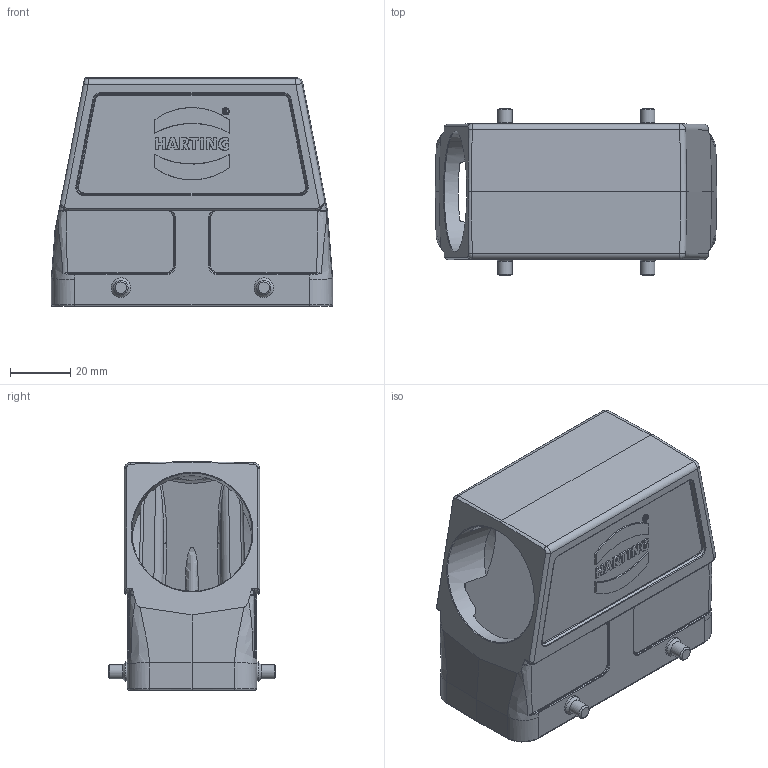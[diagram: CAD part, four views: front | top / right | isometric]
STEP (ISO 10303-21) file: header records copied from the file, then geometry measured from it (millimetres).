
FILE_DESCRIPTION(/* description */ (''),/* implementation_level */ '2;1');
FILE_NAME(/* name */ '100095261ugm000_d.stp',/* time_stamp */ '2017-11-06T09:20:31+01:00',/* author */ (''),/* organization */ (''),/* preprocessor_version */ 'ST-DEVELOPER v16',/* originating_system */ 'SIEMENS PLM Software NX 10.0',/* authorisation */ '');
FILE_SCHEMA (('AUTOMOTIVE_DESIGN { 1 0 10303 214 3 1 1 1 }'));
Length unit declared in the file: millimetre
Products named in the file (1): 100095261ugm000_d
Bounding box: 93.5 x 55.8 x 76 mm (x, y, z)
Volume: 76442.3 mm3; surface area: 41413.3 mm2
Topology: 1 solids, 1 shells, 522 faces, 1288 edges, 789 vertices
Faces by surface type: plane 175, cylinder 135, bspline 116, torus 47, cone 43, sphere 6
Full cylindrical faces by diameter (mm): 3 x4, 4 x4, 4.8 x4, 6.5 x4, 40 x1
Entity records: 21304 total; most frequent: CARTESIAN_POINT 6426, ORIENTED_EDGE 2456, DIRECTION 2207, EDGE_CURVE 1228, AXIS2_PLACEMENT_3D 849, VERTEX_POINT 770, EDGE_LOOP 580, ADVANCED_FACE 521
